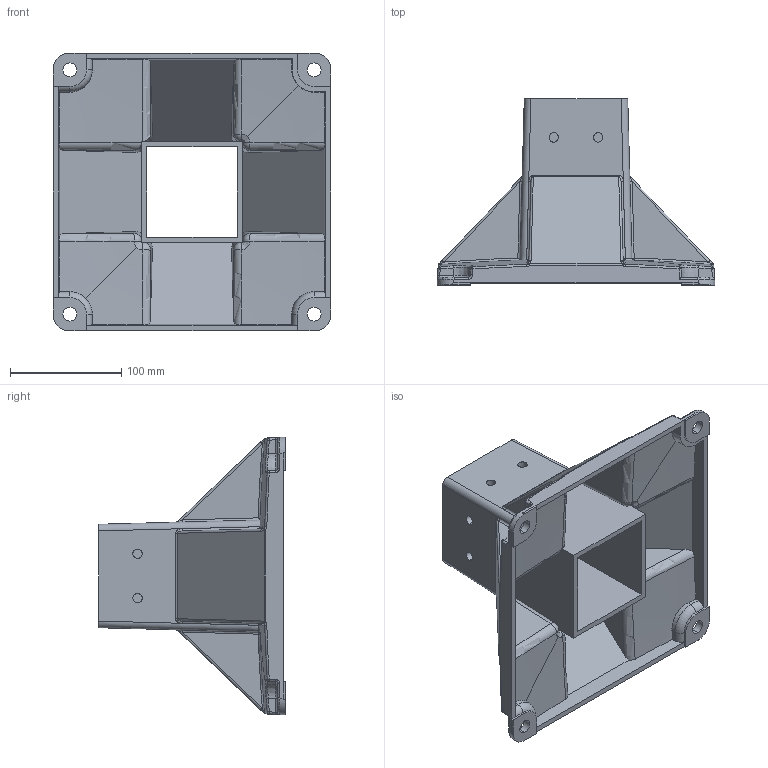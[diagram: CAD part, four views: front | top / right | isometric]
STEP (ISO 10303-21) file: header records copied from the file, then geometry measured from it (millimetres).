
FILE_DESCRIPTION (( 'STEP AP203' ), '1' );
FILE_NAME ('ALF-FS-A8080.step', '2024-08-16T12:37:46', ( '' ), ( '' ), 'SwSTEP 2.0', 'SolidWorks 2022', '' );
FILE_SCHEMA (( 'CONFIG_CONTROL_DESIGN' ));
Length unit declared in the file: millimetre
Products named in the file (1): ALF-FS-A8080
Bounding box: 250 x 168.05 x 250 mm (x, y, z)
Volume: 824541.9 mm3; surface area: 312842.5 mm2
Topology: 1 solids, 1 shells, 330 faces, 810 edges, 482 vertices
Faces by surface type: plane 92, cylinder 88, torus 50, bspline 48, sphere 44, cone 8
Entity records: 11999 total; most frequent: CARTESIAN_POINT 4559, ORIENTED_EDGE 1620, DIRECTION 1522, EDGE_CURVE 810, AXIS2_PLACEMENT_3D 621, VERTEX_POINT 482, EDGE_LOOP 348, CIRCLE 338
